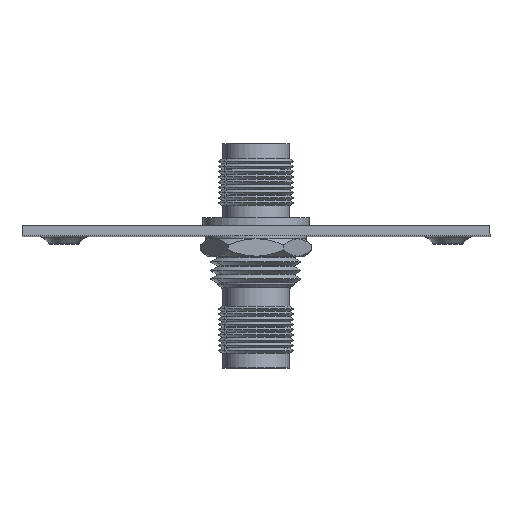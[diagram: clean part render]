
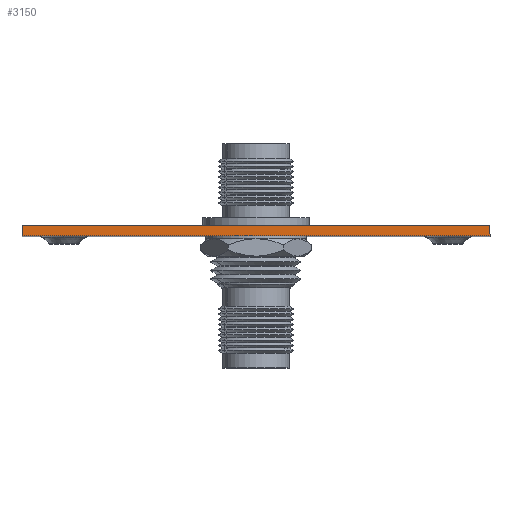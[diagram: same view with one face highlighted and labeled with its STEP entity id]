
A CAD part, top view. The second image highlights one B-rep face of the part: STEP entity #3150.
In plain terms, the highlighted planar face has unit normal (0, 0, 1).
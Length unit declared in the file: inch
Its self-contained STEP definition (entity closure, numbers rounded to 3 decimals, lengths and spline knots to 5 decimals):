
#90 = EDGE_CURVE ( 'NONE', #5166, #4063, #3242, .T. ) ;
#771 = ORIENTED_EDGE ( 'NONE', *, *, #3982, .F. ) ;
#1059 = CARTESIAN_POINT ( 'NONE',  ( -1.34, 0.06, 1.615 ) ) ;
#1060 = ORIENTED_EDGE ( 'NONE', *, *, #9017, .T. ) ;
#1531 = LINE ( 'NONE', #3970, #5374 ) ;
#2330 = DIRECTION ( 'NONE',  ( 0., -1., 0. ) ) ;
#2626 = CARTESIAN_POINT ( 'NONE',  ( 1.34, 0., 1.615 ) ) ;
#3150 = ADVANCED_FACE ( 'NONE', ( #5530 ), #10298, .F. ) ;
#3242 = LINE ( 'NONE', #7662, #3496 ) ;
#3496 = VECTOR ( 'NONE', #4269, 39.37008 ) ;
#3512 = DIRECTION ( 'NONE',  ( -1., 0., 0. ) ) ;
#3625 = DIRECTION ( 'NONE',  ( 0., 0., -1. ) ) ;
#3705 = VERTEX_POINT ( 'NONE', #4606 ) ;
#3957 = CARTESIAN_POINT ( 'NONE',  ( -1.34, 0.06, 1.615 ) ) ;
#3970 = CARTESIAN_POINT ( 'NONE',  ( -1.34, 0.06, 1.615 ) ) ;
#3982 = EDGE_CURVE ( 'NONE', #6580, #3705, #1531, .T. ) ;
#4063 = VERTEX_POINT ( 'NONE', #10950 ) ;
#4159 = VECTOR ( 'NONE', #9378, 39.37008 ) ;
#4269 = DIRECTION ( 'NONE',  ( 1., 0., 0. ) ) ;
#4606 = CARTESIAN_POINT ( 'NONE',  ( 1.34, 0.06, 1.615 ) ) ;
#5166 = VERTEX_POINT ( 'NONE', #5784 ) ;
#5374 = VECTOR ( 'NONE', #8216, 39.37008 ) ;
#5477 = LINE ( 'NONE', #3957, #10901 ) ;
#5530 = FACE_OUTER_BOUND ( 'NONE', #9170, .T. ) ;
#5784 = CARTESIAN_POINT ( 'NONE',  ( -1.34, 0., 1.615 ) ) ;
#6311 = ORIENTED_EDGE ( 'NONE', *, *, #6663, .T. ) ;
#6580 = VERTEX_POINT ( 'NONE', #7510 ) ;
#6663 = EDGE_CURVE ( 'NONE', #4063, #3705, #8508, .T. ) ;
#7510 = CARTESIAN_POINT ( 'NONE',  ( -1.34, 0.06, 1.615 ) ) ;
#7662 = CARTESIAN_POINT ( 'NONE',  ( -1.34, 0., 1.615 ) ) ;
#7692 = AXIS2_PLACEMENT_3D ( 'NONE', #1059, #3625, #3512 ) ;
#8216 = DIRECTION ( 'NONE',  ( 1., 0., 0. ) ) ;
#8508 = LINE ( 'NONE', #2626, #4159 ) ;
#9017 = EDGE_CURVE ( 'NONE', #6580, #5166, #5477, .T. ) ;
#9170 = EDGE_LOOP ( 'NONE', ( #771, #1060, #10618, #6311 ) ) ;
#9378 = DIRECTION ( 'NONE',  ( 0., 1., 0. ) ) ;
#10298 = PLANE ( 'NONE',  #7692 ) ;
#10618 = ORIENTED_EDGE ( 'NONE', *, *, #90, .T. ) ;
#10901 = VECTOR ( 'NONE', #2330, 39.37008 ) ;
#10950 = CARTESIAN_POINT ( 'NONE',  ( 1.34, 0., 1.615 ) ) ;
